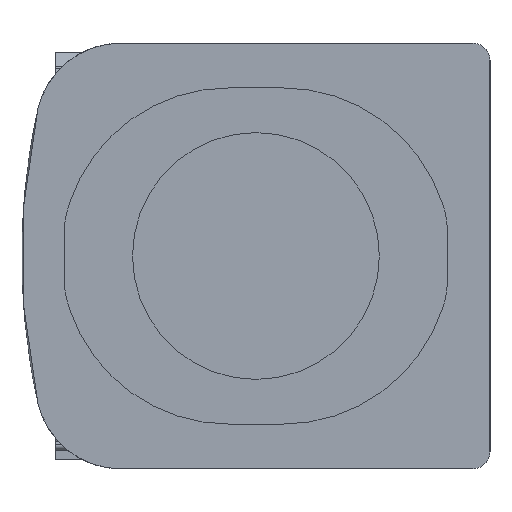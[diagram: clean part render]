
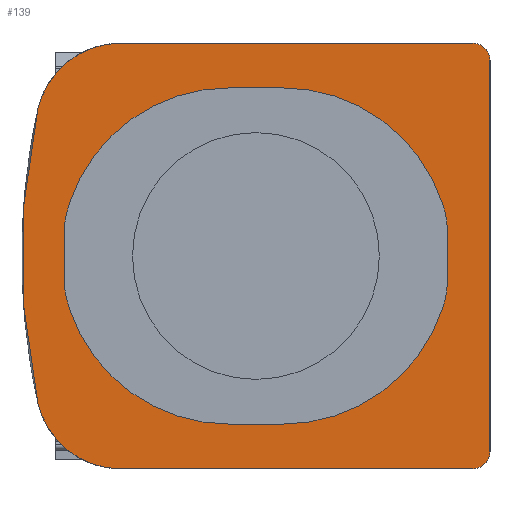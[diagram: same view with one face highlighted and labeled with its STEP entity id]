
A CAD part, left-side view. The second image highlights one B-rep face of the part: STEP entity #139.
In plain terms, the highlighted planar face has unit normal (-1, 0, 0).
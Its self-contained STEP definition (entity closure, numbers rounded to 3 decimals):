
#139 = ADVANCED_FACE( '', ( #312, #313 ), #314, .F. );
#312 = FACE_BOUND( '', #645, .T. );
#313 = FACE_OUTER_BOUND( '', #646, .T. );
#314 = PLANE( '', #647 );
#645 = EDGE_LOOP( '', ( #1022, #1023, #1024, #1025, #1026, #1027, #1028, #1029, #1030, #1031, #1032, #1033 ) );
#646 = EDGE_LOOP( '', ( #1034, #1035, #1036, #1037, #1038, #1039, #1040, #1041 ) );
#647 = AXIS2_PLACEMENT_3D( '', #1042, #1043, #1044 );
#1022 = ORIENTED_EDGE( '', *, *, #2438, .T. );
#1023 = ORIENTED_EDGE( '', *, *, #2439, .T. );
#1024 = ORIENTED_EDGE( '', *, *, #2440, .T. );
#1025 = ORIENTED_EDGE( '', *, *, #2441, .T. );
#1026 = ORIENTED_EDGE( '', *, *, #2442, .T. );
#1027 = ORIENTED_EDGE( '', *, *, #2443, .T. );
#1028 = ORIENTED_EDGE( '', *, *, #2444, .T. );
#1029 = ORIENTED_EDGE( '', *, *, #2445, .T. );
#1030 = ORIENTED_EDGE( '', *, *, #2446, .T. );
#1031 = ORIENTED_EDGE( '', *, *, #2447, .T. );
#1032 = ORIENTED_EDGE( '', *, *, #2448, .T. );
#1033 = ORIENTED_EDGE( '', *, *, #2449, .T. );
#1034 = ORIENTED_EDGE( '', *, *, #2450, .F. );
#1035 = ORIENTED_EDGE( '', *, *, #2451, .F. );
#1036 = ORIENTED_EDGE( '', *, *, #2452, .F. );
#1037 = ORIENTED_EDGE( '', *, *, #2453, .F. );
#1038 = ORIENTED_EDGE( '', *, *, #2454, .F. );
#1039 = ORIENTED_EDGE( '', *, *, #2455, .F. );
#1040 = ORIENTED_EDGE( '', *, *, #2456, .F. );
#1041 = ORIENTED_EDGE( '', *, *, #2457, .F. );
#1042 = CARTESIAN_POINT( '', ( 1., -2.55, 2.3 ) );
#1043 = DIRECTION( '', ( 1., 0., 0. ) );
#1044 = DIRECTION( '', ( 0., 0., -1. ) );
#2438 = EDGE_CURVE( '', #2939, #2940, #2941, .T. );
#2439 = EDGE_CURVE( '', #2940, #2942, #2943, .T. );
#2440 = EDGE_CURVE( '', #2942, #2944, #2945, .T. );
#2441 = EDGE_CURVE( '', #2944, #2946, #2947, .T. );
#2442 = EDGE_CURVE( '', #2946, #2948, #2949, .T. );
#2443 = EDGE_CURVE( '', #2948, #2950, #2951, .T. );
#2444 = EDGE_CURVE( '', #2950, #2952, #2953, .T. );
#2445 = EDGE_CURVE( '', #2952, #2954, #2955, .T. );
#2446 = EDGE_CURVE( '', #2954, #2956, #2957, .T. );
#2447 = EDGE_CURVE( '', #2956, #2958, #2959, .T. );
#2448 = EDGE_CURVE( '', #2958, #2960, #2961, .T. );
#2449 = EDGE_CURVE( '', #2960, #2939, #2962, .T. );
#2450 = EDGE_CURVE( '', #2963, #2964, #2965, .T. );
#2451 = EDGE_CURVE( '', #2966, #2963, #2967, .T. );
#2452 = EDGE_CURVE( '', #2968, #2966, #2969, .T. );
#2453 = EDGE_CURVE( '', #2970, #2968, #2971, .T. );
#2454 = EDGE_CURVE( '', #2972, #2970, #2973, .T. );
#2455 = EDGE_CURVE( '', #2974, #2972, #2975, .T. );
#2456 = EDGE_CURVE( '', #2976, #2974, #2977, .T. );
#2457 = EDGE_CURVE( '', #2964, #2976, #2978, .T. );
#2939 = VERTEX_POINT( '', #3807 );
#2940 = VERTEX_POINT( '', #3808 );
#2941 = CIRCLE( '', #3809, 1.975 );
#2942 = VERTEX_POINT( '', #3810 );
#2943 = LINE( '', #3811, #3812 );
#2944 = VERTEX_POINT( '', #3813 );
#2945 = CIRCLE( '', #3814, 1.975 );
#2946 = VERTEX_POINT( '', #3815 );
#2947 = CIRCLE( '', #3816, 1. );
#2948 = VERTEX_POINT( '', #3817 );
#2949 = LINE( '', #3818, #3819 );
#2950 = VERTEX_POINT( '', #3820 );
#2951 = CIRCLE( '', #3821, 1. );
#2952 = VERTEX_POINT( '', #3822 );
#2953 = CIRCLE( '', #3823, 1.975 );
#2954 = VERTEX_POINT( '', #3824 );
#2955 = LINE( '', #3825, #3826 );
#2956 = VERTEX_POINT( '', #3827 );
#2957 = CIRCLE( '', #3828, 1.975 );
#2958 = VERTEX_POINT( '', #3829 );
#2959 = CIRCLE( '', #3830, 1. );
#2960 = VERTEX_POINT( '', #3831 );
#2961 = LINE( '', #3832, #3833 );
#2962 = CIRCLE( '', #3834, 1. );
#2963 = VERTEX_POINT( '', #3835 );
#2964 = VERTEX_POINT( '', #3836 );
#2965 = LINE( '', #3837, #3838 );
#2966 = VERTEX_POINT( '', #3839 );
#2967 = CIRCLE( '', #3840, 1. );
#2968 = VERTEX_POINT( '', #3841 );
#2969 = CIRCLE( '', #3842, 8. );
#2970 = VERTEX_POINT( '', #3843 );
#2971 = CIRCLE( '', #3844, 1. );
#2972 = VERTEX_POINT( '', #3845 );
#2973 = LINE( '', #3846, #3847 );
#2974 = VERTEX_POINT( '', #3848 );
#2975 = CIRCLE( '', #3849, 0.2 );
#2976 = VERTEX_POINT( '', #3850 );
#2977 = LINE( '', #3851, #3852 );
#2978 = CIRCLE( '', #3853, 0.2 );
#3807 = CARTESIAN_POINT( '', ( 1., 2.188, 0.628 ) );
#3808 = CARTESIAN_POINT( '', ( 1., 0.315, 1.975 ) );
#3809 = AXIS2_PLACEMENT_3D( '', #4941, #4942, #4943 );
#3810 = CARTESIAN_POINT( '', ( 1., -0.315, 1.975 ) );
#3811 = CARTESIAN_POINT( '', ( 1., 0.315, 1.975 ) );
#3812 = VECTOR( '', #4944, 1000. );
#3813 = CARTESIAN_POINT( '', ( 1., -2.188, 0.628 ) );
#3814 = AXIS2_PLACEMENT_3D( '', #4945, #4946, #4947 );
#3815 = CARTESIAN_POINT( '', ( 1., -2.25, 0.28 ) );
#3816 = AXIS2_PLACEMENT_3D( '', #4948, #4949, #4950 );
#3817 = CARTESIAN_POINT( '', ( 1., -2.25, -0.28 ) );
#3818 = CARTESIAN_POINT( '', ( 1., -2.25, 0.28 ) );
#3819 = VECTOR( '', #4951, 1000. );
#3820 = CARTESIAN_POINT( '', ( 1., -2.188, -0.628 ) );
#3821 = AXIS2_PLACEMENT_3D( '', #4952, #4953, #4954 );
#3822 = CARTESIAN_POINT( '', ( 1., -0.315, -1.975 ) );
#3823 = AXIS2_PLACEMENT_3D( '', #4955, #4956, #4957 );
#3824 = CARTESIAN_POINT( '', ( 1., 0.315, -1.975 ) );
#3825 = CARTESIAN_POINT( '', ( 1., -0.315, -1.975 ) );
#3826 = VECTOR( '', #4958, 1000. );
#3827 = CARTESIAN_POINT( '', ( 1., 2.188, -0.628 ) );
#3828 = AXIS2_PLACEMENT_3D( '', #4959, #4960, #4961 );
#3829 = CARTESIAN_POINT( '', ( 1., 2.25, -0.28 ) );
#3830 = AXIS2_PLACEMENT_3D( '', #4962, #4963, #4964 );
#3831 = CARTESIAN_POINT( '', ( 1., 2.25, 0.28 ) );
#3832 = CARTESIAN_POINT( '', ( 1., 2.25, -0.28 ) );
#3833 = VECTOR( '', #4965, 1000. );
#3834 = AXIS2_PLACEMENT_3D( '', #4966, #4967, #4968 );
#3835 = CARTESIAN_POINT( '', ( 1., 1.587, 2.5 ) );
#3836 = CARTESIAN_POINT( '', ( 1., -2.55, 2.5 ) );
#3837 = CARTESIAN_POINT( '', ( 1., 1.587, 2.5 ) );
#3838 = VECTOR( '', #4969, 1000. );
#3839 = CARTESIAN_POINT( '', ( 1., 2.564, 1.714 ) );
#3840 = AXIS2_PLACEMENT_3D( '', #4970, #4971, #4972 );
#3841 = CARTESIAN_POINT( '', ( 1., 2.564, -1.714 ) );
#3842 = AXIS2_PLACEMENT_3D( '', #4973, #4974, #4975 );
#3843 = CARTESIAN_POINT( '', ( 1., 1.587, -2.5 ) );
#3844 = AXIS2_PLACEMENT_3D( '', #4976, #4977, #4978 );
#3845 = CARTESIAN_POINT( '', ( 1., -2.55, -2.5 ) );
#3846 = CARTESIAN_POINT( '', ( 1., -2.55, -2.5 ) );
#3847 = VECTOR( '', #4979, 1000. );
#3848 = CARTESIAN_POINT( '', ( 1., -2.75, -2.3 ) );
#3849 = AXIS2_PLACEMENT_3D( '', #4980, #4981, #4982 );
#3850 = CARTESIAN_POINT( '', ( 1., -2.75, 2.3 ) );
#3851 = CARTESIAN_POINT( '', ( 1., -2.75, 2.3 ) );
#3852 = VECTOR( '', #4983, 1000. );
#3853 = AXIS2_PLACEMENT_3D( '', #4984, #4985, #4986 );
#4941 = CARTESIAN_POINT( '', ( 1., 0.315, 0. ) );
#4942 = DIRECTION( '', ( 1., 0., 0. ) );
#4943 = DIRECTION( '', ( 0., 0., -1. ) );
#4944 = DIRECTION( '', ( 0., -1., 0. ) );
#4945 = CARTESIAN_POINT( '', ( 1., -0.315, 0. ) );
#4946 = DIRECTION( '', ( 1., 0., 0. ) );
#4947 = DIRECTION( '', ( 0., 0., -1. ) );
#4948 = CARTESIAN_POINT( '', ( 1., -1.25, 0.28 ) );
#4949 = DIRECTION( '', ( 1., 0., 0. ) );
#4950 = DIRECTION( '', ( 0., 0., -1. ) );
#4951 = DIRECTION( '', ( 0., 0., -1. ) );
#4952 = CARTESIAN_POINT( '', ( 1., -1.25, -0.28 ) );
#4953 = DIRECTION( '', ( 1., 0., 0. ) );
#4954 = DIRECTION( '', ( 0., 0., -1. ) );
#4955 = CARTESIAN_POINT( '', ( 1., -0.315, 0. ) );
#4956 = DIRECTION( '', ( 1., 0., 0. ) );
#4957 = DIRECTION( '', ( 0., 0., -1. ) );
#4958 = DIRECTION( '', ( 0., 1., 0. ) );
#4959 = CARTESIAN_POINT( '', ( 1., 0.315, 0. ) );
#4960 = DIRECTION( '', ( 1., 0., 0. ) );
#4961 = DIRECTION( '', ( 0., 0., -1. ) );
#4962 = CARTESIAN_POINT( '', ( 1., 1.25, -0.28 ) );
#4963 = DIRECTION( '', ( 1., 0., 0. ) );
#4964 = DIRECTION( '', ( 0., 0., -1. ) );
#4965 = DIRECTION( '', ( 0., 0., 1. ) );
#4966 = CARTESIAN_POINT( '', ( 1., 1.25, 0.28 ) );
#4967 = DIRECTION( '', ( 1., 0., 0. ) );
#4968 = DIRECTION( '', ( 0., 0., -1. ) );
#4969 = DIRECTION( '', ( 0., -1., 0. ) );
#4970 = CARTESIAN_POINT( '', ( 1., 1.587, 1.5 ) );
#4971 = DIRECTION( '', ( 1., 0., 0. ) );
#4972 = DIRECTION( '', ( 0., 0., -1. ) );
#4973 = CARTESIAN_POINT( '', ( 1., -5.25, 0. ) );
#4974 = DIRECTION( '', ( 1., 0., 0. ) );
#4975 = DIRECTION( '', ( 0., 0., -1. ) );
#4976 = CARTESIAN_POINT( '', ( 1., 1.587, -1.5 ) );
#4977 = DIRECTION( '', ( 1., 0., 0. ) );
#4978 = DIRECTION( '', ( 0., 0., -1. ) );
#4979 = DIRECTION( '', ( 0., 1., 0. ) );
#4980 = CARTESIAN_POINT( '', ( 1., -2.55, -2.3 ) );
#4981 = DIRECTION( '', ( 1., 0., 0. ) );
#4982 = DIRECTION( '', ( 0., 0., -1. ) );
#4983 = DIRECTION( '', ( 0., 0., -1. ) );
#4984 = CARTESIAN_POINT( '', ( 1., -2.55, 2.3 ) );
#4985 = DIRECTION( '', ( 1., 0., 0. ) );
#4986 = DIRECTION( '', ( 0., 0., -1. ) );
